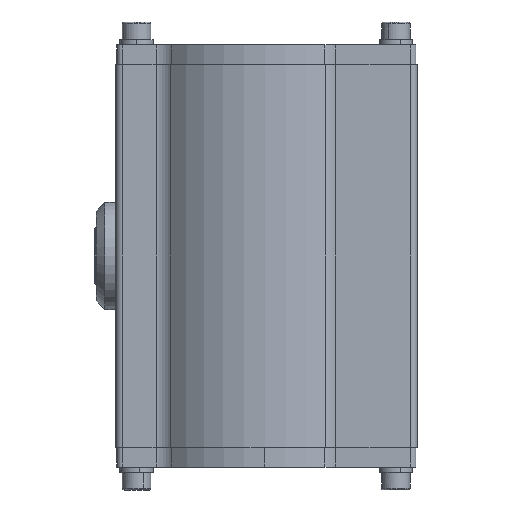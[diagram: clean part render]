
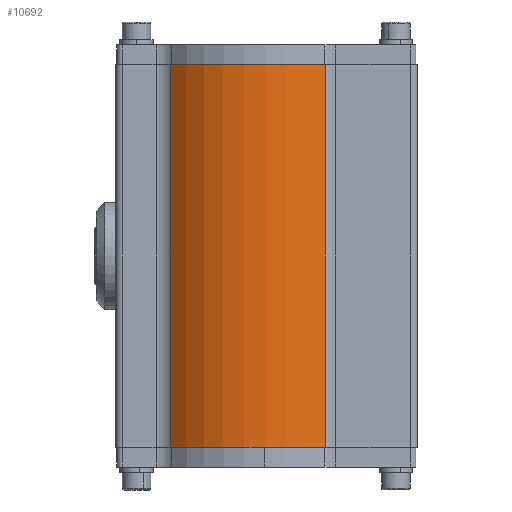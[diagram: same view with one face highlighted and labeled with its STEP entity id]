
A CAD part, left-side view. The second image highlights one B-rep face of the part: STEP entity #10692.
In plain terms, the highlighted cylindrical face has radius 60 mm (diameter 120 mm), a partial arc.
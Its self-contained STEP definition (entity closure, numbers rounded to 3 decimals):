
#108 = CIRCLE ( 'NONE', #9934, 60. ) ;
#356 = CARTESIAN_POINT ( 'NONE',  ( -53.143, -27.854, -87.5 ) ) ;
#365 = VECTOR ( 'NONE', #16714, 1000. ) ;
#1306 = AXIS2_PLACEMENT_3D ( 'NONE', #2842, #14978, #4562 ) ;
#2527 = CARTESIAN_POINT ( 'NONE',  ( -41.739, 43.103, 87.5 ) ) ;
#2842 = CARTESIAN_POINT ( 'NONE',  ( 0., 0., -87.5 ) ) ;
#3471 = ORIENTED_EDGE ( 'NONE', *, *, #11847, .T. ) ;
#3722 = CARTESIAN_POINT ( 'NONE',  ( -53.143, -27.854, 0. ) ) ;
#4050 = CIRCLE ( 'NONE', #1306, 60. ) ;
#4562 = DIRECTION ( 'NONE',  ( 1., 0., 0. ) ) ;
#5089 = VERTEX_POINT ( 'NONE', #2527 ) ;
#5620 = EDGE_CURVE ( 'NONE', #5089, #18282, #18281, .T. ) ;
#6375 = CARTESIAN_POINT ( 'NONE',  ( 0., 0., 87.5 ) ) ;
#6391 = ORIENTED_EDGE ( 'NONE', *, *, #9289, .T. ) ;
#7585 = DIRECTION ( 'NONE',  ( 0., 0., 1. ) ) ;
#8112 = DIRECTION ( 'NONE',  ( 1., 0., 0. ) ) ;
#8918 = DIRECTION ( 'NONE',  ( 0., 0., 1. ) ) ;
#9289 = EDGE_CURVE ( 'NONE', #18998, #5089, #108, .T. ) ;
#9934 = AXIS2_PLACEMENT_3D ( 'NONE', #6375, #18530, #8112 ) ;
#10098 = VECTOR ( 'NONE', #8918, 1000. ) ;
#10140 = VERTEX_POINT ( 'NONE', #356 ) ;
#10692 = ADVANCED_FACE ( 'NONE', ( #17888 ), #15724, .T. ) ;
#11847 = EDGE_CURVE ( 'NONE', #18282, #10140, #4050, .T. ) ;
#13909 = CARTESIAN_POINT ( 'NONE',  ( -41.739, 43.103, 0. ) ) ;
#14761 = LINE ( 'NONE', #3722, #10098 ) ;
#14978 = DIRECTION ( 'NONE',  ( 0., 0., 1. ) ) ;
#15298 = ORIENTED_EDGE ( 'NONE', *, *, #5620, .T. ) ;
#15675 = EDGE_CURVE ( 'NONE', #10140, #18998, #14761, .T. ) ;
#15724 = CYLINDRICAL_SURFACE ( 'NONE', #20303, 60. ) ;
#16418 = DIRECTION ( 'NONE',  ( 1., 0., 0. ) ) ;
#16714 = DIRECTION ( 'NONE',  ( 0., 0., -1. ) ) ;
#17888 = FACE_OUTER_BOUND ( 'NONE', #19093, .T. ) ;
#17934 = CARTESIAN_POINT ( 'NONE',  ( 0., 0., 0. ) ) ;
#17985 = CARTESIAN_POINT ( 'NONE',  ( -41.739, 43.103, -87.5 ) ) ;
#18281 = LINE ( 'NONE', #13909, #365 ) ;
#18282 = VERTEX_POINT ( 'NONE', #17985 ) ;
#18530 = DIRECTION ( 'NONE',  ( 0., 0., -1. ) ) ;
#18998 = VERTEX_POINT ( 'NONE', #20371 ) ;
#19093 = EDGE_LOOP ( 'NONE', ( #3471, #21757, #6391, #15298 ) ) ;
#20303 = AXIS2_PLACEMENT_3D ( 'NONE', #17934, #7585, #16418 ) ;
#20371 = CARTESIAN_POINT ( 'NONE',  ( -53.143, -27.854, 87.5 ) ) ;
#21757 = ORIENTED_EDGE ( 'NONE', *, *, #15675, .T. ) ;
